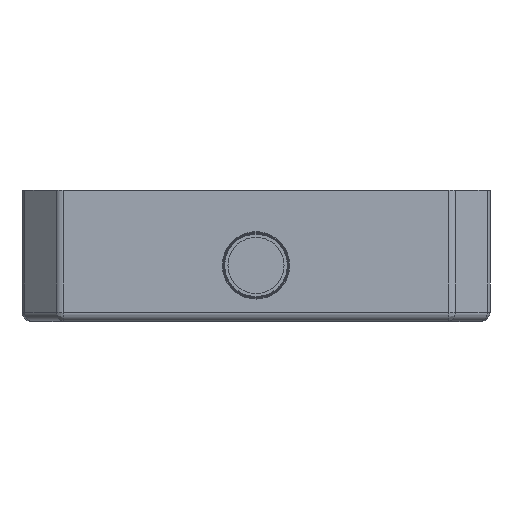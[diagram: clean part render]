
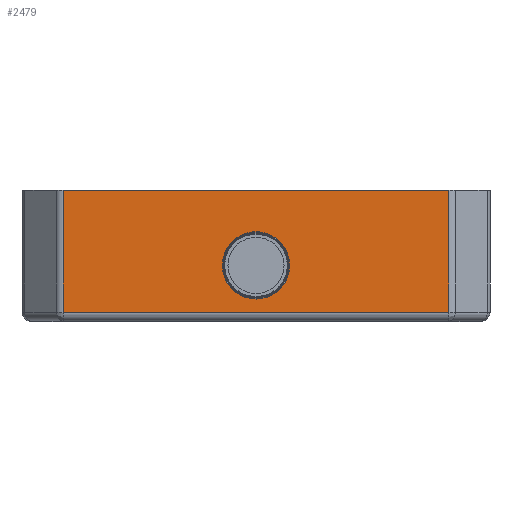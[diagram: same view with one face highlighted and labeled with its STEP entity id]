
A CAD part, front view. The second image highlights one B-rep face of the part: STEP entity #2479.
In plain terms, the highlighted planar face has unit normal (0, -1, 0).
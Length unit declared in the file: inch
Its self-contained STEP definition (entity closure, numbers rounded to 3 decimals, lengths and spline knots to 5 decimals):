
#42 = DIRECTION ( 'NONE',  ( 0., 0., 1. ) ) ;
#45 = ORIENTED_EDGE ( 'NONE', *, *, #2311, .F. ) ;
#129 = ORIENTED_EDGE ( 'NONE', *, *, #1987, .F. ) ;
#210 = VERTEX_POINT ( 'NONE', #332 ) ;
#267 = EDGE_LOOP ( 'NONE', ( #2913, #129, #3209, #45 ) ) ;
#271 = ORIENTED_EDGE ( 'NONE', *, *, #2435, .F. ) ;
#325 = CARTESIAN_POINT ( 'NONE',  ( 0.15748, 0., 0.55118 ) ) ;
#328 = VERTEX_POINT ( 'NONE', #1113 ) ;
#332 = CARTESIAN_POINT ( 'NONE',  ( 0.17379, 0., 0.55118 ) ) ;
#580 = EDGE_LOOP ( 'NONE', ( #3214, #271 ) ) ;
#760 = CARTESIAN_POINT ( 'NONE',  ( 0.98425, 0., 0.23622 ) ) ;
#865 = VECTOR ( 'NONE', #42, 39.37008 ) ;
#913 = EDGE_CURVE ( 'NONE', #2939, #328, #2655, .T. ) ;
#993 = VERTEX_POINT ( 'NONE', #2109 ) ;
#1056 = DIRECTION ( 'NONE',  ( 1., 0., 0. ) ) ;
#1113 = CARTESIAN_POINT ( 'NONE',  ( 0.98425, 0., 0.37795 ) ) ;
#1143 = CARTESIAN_POINT ( 'NONE',  ( 0.15748, 0., 0.03937 ) ) ;
#1146 = AXIS2_PLACEMENT_3D ( 'NONE', #2851, #1594, #2627 ) ;
#1159 = EDGE_CURVE ( 'NONE', #3242, #1598, #2534, .T. ) ;
#1172 = CARTESIAN_POINT ( 'NONE',  ( 1.79472, 0., 0.55118 ) ) ;
#1252 = DIRECTION ( 'NONE',  ( 0., 1., 0. ) ) ;
#1300 = FACE_OUTER_BOUND ( 'NONE', #267, .T. ) ;
#1364 = AXIS2_PLACEMENT_3D ( 'NONE', #760, #1562, #1553 ) ;
#1437 = DIRECTION ( 'NONE',  ( 0., 0., -1. ) ) ;
#1495 = DIRECTION ( 'NONE',  ( 0., 0., 1. ) ) ;
#1553 = DIRECTION ( 'NONE',  ( 0., 0., -1. ) ) ;
#1562 = DIRECTION ( 'NONE',  ( 0., -1., 0. ) ) ;
#1594 = DIRECTION ( 'NONE',  ( 0., -1., 0. ) ) ;
#1598 = VERTEX_POINT ( 'NONE', #3176 ) ;
#1868 = AXIS2_PLACEMENT_3D ( 'NONE', #2498, #1252, #1495 ) ;
#1964 = LINE ( 'NONE', #1143, #3225 ) ;
#1987 = EDGE_CURVE ( 'NONE', #1598, #993, #1964, .T. ) ;
#2082 = CARTESIAN_POINT ( 'NONE',  ( 0.17379, 0., 0.55118 ) ) ;
#2109 = CARTESIAN_POINT ( 'NONE',  ( 0.17379, 0., 0.03937 ) ) ;
#2180 = DIRECTION ( 'NONE',  ( -1., 0., 0. ) ) ;
#2261 = CARTESIAN_POINT ( 'NONE',  ( 1.79472, 0., 0.55118 ) ) ;
#2276 = EDGE_CURVE ( 'NONE', #993, #210, #3230, .T. ) ;
#2311 = EDGE_CURVE ( 'NONE', #210, #3242, #3113, .T. ) ;
#2326 = CIRCLE ( 'NONE', #1146, 0.14173 ) ;
#2366 = VECTOR ( 'NONE', #1056, 39.37008 ) ;
#2435 = EDGE_CURVE ( 'NONE', #328, #2939, #2326, .T. ) ;
#2440 = CARTESIAN_POINT ( 'NONE',  ( 0.98425, 0., 0.09449 ) ) ;
#2479 = ADVANCED_FACE ( 'NONE', ( #1300, #3073 ), #2769, .F. ) ;
#2498 = CARTESIAN_POINT ( 'NONE',  ( 0.15748, 0., 0.55118 ) ) ;
#2534 = LINE ( 'NONE', #1172, #2922 ) ;
#2627 = DIRECTION ( 'NONE',  ( 0., 0., -1. ) ) ;
#2655 = CIRCLE ( 'NONE', #1364, 0.14173 ) ;
#2769 = PLANE ( 'NONE',  #1868 ) ;
#2851 = CARTESIAN_POINT ( 'NONE',  ( 0.98425, 0., 0.23622 ) ) ;
#2913 = ORIENTED_EDGE ( 'NONE', *, *, #2276, .F. ) ;
#2922 = VECTOR ( 'NONE', #1437, 39.37008 ) ;
#2939 = VERTEX_POINT ( 'NONE', #2440 ) ;
#3073 = FACE_BOUND ( 'NONE', #580, .T. ) ;
#3113 = LINE ( 'NONE', #325, #2366 ) ;
#3176 = CARTESIAN_POINT ( 'NONE',  ( 1.79472, 0., 0.03937 ) ) ;
#3209 = ORIENTED_EDGE ( 'NONE', *, *, #1159, .F. ) ;
#3214 = ORIENTED_EDGE ( 'NONE', *, *, #913, .F. ) ;
#3225 = VECTOR ( 'NONE', #2180, 39.37008 ) ;
#3230 = LINE ( 'NONE', #2082, #865 ) ;
#3242 = VERTEX_POINT ( 'NONE', #2261 ) ;
